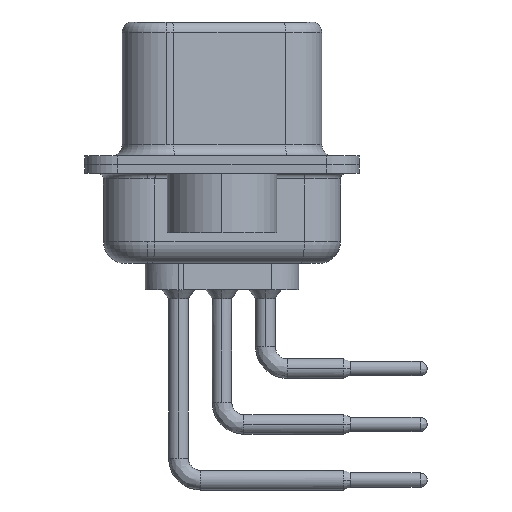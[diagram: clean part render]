
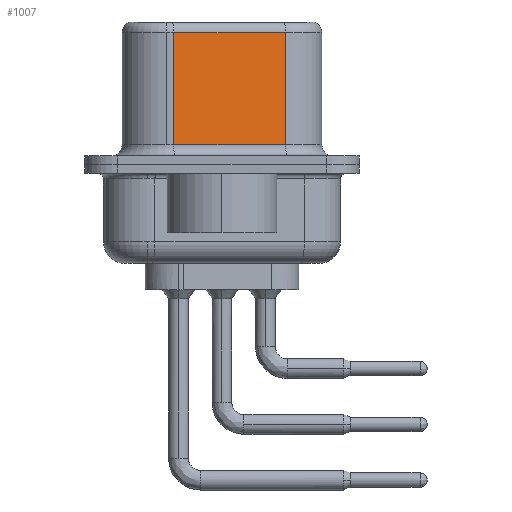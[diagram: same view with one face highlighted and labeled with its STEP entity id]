
A CAD part, left-side view. The second image highlights one B-rep face of the part: STEP entity #1007.
In plain terms, the highlighted planar face has unit normal (-0.985, -0.174, 0).
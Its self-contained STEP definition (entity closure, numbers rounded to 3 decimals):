
#352 = CARTESIAN_POINT ( 'NONE',  ( 4.58, -2.897, 0.9 ) ) ;
#431 = VECTOR ( 'NONE', #20668, 1000. ) ;
#603 = EDGE_CURVE ( 'NONE', #12770, #5667, #23276, .T. ) ;
#1007 = ADVANCED_FACE ( 'NONE', ( #11212 ), #20094, .F. ) ;
#2792 = VECTOR ( 'NONE', #7883, 1000. ) ;
#2952 = EDGE_CURVE ( 'NONE', #6821, #16783, #7248, .T. ) ;
#3304 = DIRECTION ( 'NONE',  ( 0., 0., -1. ) ) ;
#5087 = ORIENTED_EDGE ( 'NONE', *, *, #12935, .F. ) ;
#5562 = CARTESIAN_POINT ( 'NONE',  ( 4.58, -2.897, 6.52 ) ) ;
#5667 = VERTEX_POINT ( 'NONE', #19624 ) ;
#6821 = VERTEX_POINT ( 'NONE', #7735 ) ;
#6861 = AXIS2_PLACEMENT_3D ( 'NONE', #7135, #20012, #19950 ) ;
#7135 = CARTESIAN_POINT ( 'NONE',  ( 4.58, -2.897, 6.52 ) ) ;
#7248 = LINE ( 'NONE', #10268, #2792 ) ;
#7735 = CARTESIAN_POINT ( 'NONE',  ( 3.68, 2.203, 0.9 ) ) ;
#7883 = DIRECTION ( 'NONE',  ( 0.174, -0.985, 0. ) ) ;
#8369 = CARTESIAN_POINT ( 'NONE',  ( 4.58, -2.897, 6.02 ) ) ;
#8609 = EDGE_CURVE ( 'NONE', #5667, #6821, #16872, .T. ) ;
#8618 = DIRECTION ( 'NONE',  ( -0.174, 0.985, 0. ) ) ;
#9916 = ORIENTED_EDGE ( 'NONE', *, *, #8609, .T. ) ;
#10268 = CARTESIAN_POINT ( 'NONE',  ( 4.58, -2.897, 0.9 ) ) ;
#10696 = VECTOR ( 'NONE', #3304, 1000. ) ;
#10817 = CARTESIAN_POINT ( 'NONE',  ( 4.58, -2.897, 6.02 ) ) ;
#11212 = FACE_OUTER_BOUND ( 'NONE', #21772, .T. ) ;
#11763 = LINE ( 'NONE', #5562, #431 ) ;
#12746 = CARTESIAN_POINT ( 'NONE',  ( 3.68, 2.203, 6.52 ) ) ;
#12770 = VERTEX_POINT ( 'NONE', #10817 ) ;
#12935 = EDGE_CURVE ( 'NONE', #12770, #16783, #11763, .T. ) ;
#16783 = VERTEX_POINT ( 'NONE', #352 ) ;
#16872 = LINE ( 'NONE', #12746, #10696 ) ;
#18291 = VECTOR ( 'NONE', #8618, 1000. ) ;
#19624 = CARTESIAN_POINT ( 'NONE',  ( 3.68, 2.203, 6.02 ) ) ;
#19950 = DIRECTION ( 'NONE',  ( -0.174, 0.985, 0. ) ) ;
#20012 = DIRECTION ( 'NONE',  ( 0.985, 0.174, 0. ) ) ;
#20094 = PLANE ( 'NONE',  #6861 ) ;
#20176 = ORIENTED_EDGE ( 'NONE', *, *, #2952, .T. ) ;
#20668 = DIRECTION ( 'NONE',  ( 0., 0., -1. ) ) ;
#21772 = EDGE_LOOP ( 'NONE', ( #5087, #24418, #9916, #20176 ) ) ;
#23276 = LINE ( 'NONE', #8369, #18291 ) ;
#24418 = ORIENTED_EDGE ( 'NONE', *, *, #603, .T. ) ;
